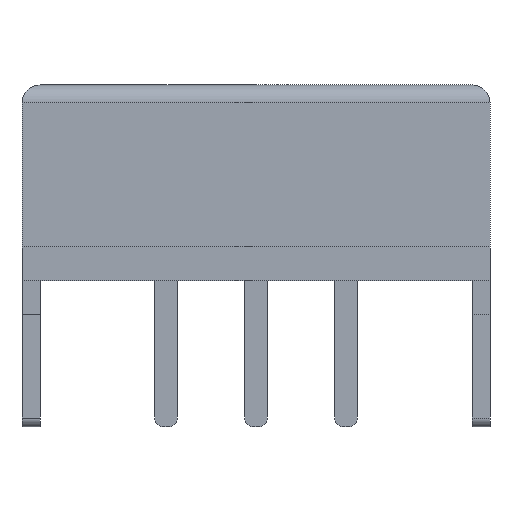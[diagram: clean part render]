
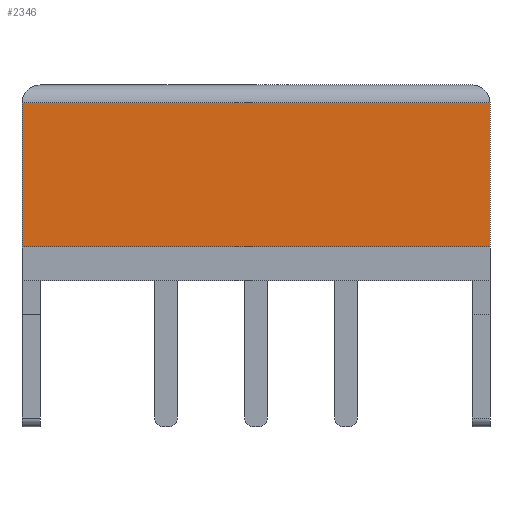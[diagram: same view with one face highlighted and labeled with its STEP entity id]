
A CAD part, front view. The second image highlights one B-rep face of the part: STEP entity #2346.
In plain terms, the highlighted planar face has unit normal (0, -1, 0).
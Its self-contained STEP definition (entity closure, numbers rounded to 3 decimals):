
#84 = ORIENTED_EDGE ( 'NONE', *, *, #1723, .F. ) ;
#231 = DIRECTION ( 'NONE',  ( 0., 0., 1. ) ) ;
#267 = DIRECTION ( 'NONE',  ( -1., 0., 0. ) ) ;
#297 = LINE ( 'NONE', #2052, #1265 ) ;
#474 = EDGE_CURVE ( 'NONE', #3308, #2519, #297, .T. ) ;
#484 = CARTESIAN_POINT ( 'NONE',  ( -5.2, -3.05, 1.5 ) ) ;
#553 = LINE ( 'NONE', #1802, #3010 ) ;
#616 = VECTOR ( 'NONE', #1538, 1000. ) ;
#962 = DIRECTION ( 'NONE',  ( 1., 0., 0. ) ) ;
#1123 = CARTESIAN_POINT ( 'NONE',  ( 5.2, -3.05, 4.7 ) ) ;
#1181 = ORIENTED_EDGE ( 'NONE', *, *, #3223, .F. ) ;
#1212 = VERTEX_POINT ( 'NONE', #1464 ) ;
#1265 = VECTOR ( 'NONE', #231, 1000. ) ;
#1464 = CARTESIAN_POINT ( 'NONE',  ( -5.2, -3.05, 4.7 ) ) ;
#1518 = PLANE ( 'NONE',  #2087 ) ;
#1538 = DIRECTION ( 'NONE',  ( 0., 0., 1. ) ) ;
#1723 = EDGE_CURVE ( 'NONE', #3308, #1911, #553, .T. ) ;
#1802 = CARTESIAN_POINT ( 'NONE',  ( 5.2, -3.05, 1.5 ) ) ;
#1911 = VERTEX_POINT ( 'NONE', #2162 ) ;
#1999 = EDGE_LOOP ( 'NONE', ( #1181, #3324, #84, #2597 ) ) ;
#2028 = FACE_OUTER_BOUND ( 'NONE', #1999, .T. ) ;
#2052 = CARTESIAN_POINT ( 'NONE',  ( 5.2, -3.05, 1.5 ) ) ;
#2087 = AXIS2_PLACEMENT_3D ( 'NONE', #2525, #2288, #2273 ) ;
#2162 = CARTESIAN_POINT ( 'NONE',  ( -5.2, -3.05, 1.5 ) ) ;
#2273 = DIRECTION ( 'NONE',  ( 1., 0., 0. ) ) ;
#2288 = DIRECTION ( 'NONE',  ( 0., -1., 0. ) ) ;
#2305 = CARTESIAN_POINT ( 'NONE',  ( -5.2, -3.05, 4.7 ) ) ;
#2346 = ADVANCED_FACE ( 'NONE', ( #2028 ), #1518, .T. ) ;
#2519 = VERTEX_POINT ( 'NONE', #1123 ) ;
#2525 = CARTESIAN_POINT ( 'NONE',  ( -5.2, -3.05, 0. ) ) ;
#2576 = LINE ( 'NONE', #2305, #2698 ) ;
#2597 = ORIENTED_EDGE ( 'NONE', *, *, #474, .T. ) ;
#2626 = CARTESIAN_POINT ( 'NONE',  ( 5.2, -3.05, 1.5 ) ) ;
#2698 = VECTOR ( 'NONE', #962, 1000. ) ;
#3010 = VECTOR ( 'NONE', #267, 1000. ) ;
#3223 = EDGE_CURVE ( 'NONE', #1212, #2519, #2576, .T. ) ;
#3260 = EDGE_CURVE ( 'NONE', #1911, #1212, #3299, .T. ) ;
#3299 = LINE ( 'NONE', #484, #616 ) ;
#3308 = VERTEX_POINT ( 'NONE', #2626 ) ;
#3324 = ORIENTED_EDGE ( 'NONE', *, *, #3260, .F. ) ;
